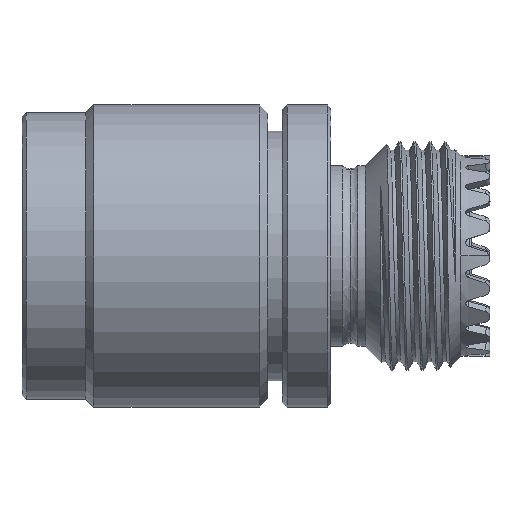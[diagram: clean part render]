
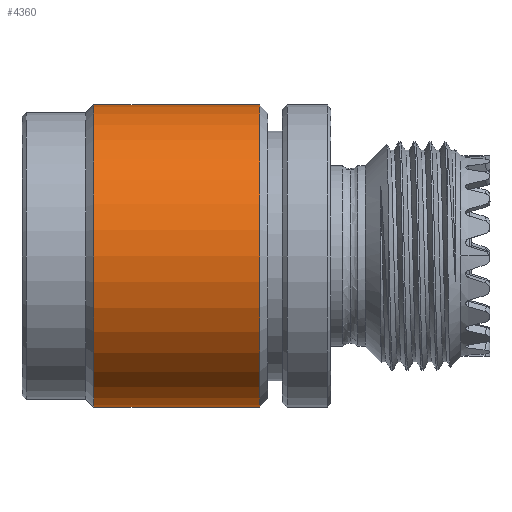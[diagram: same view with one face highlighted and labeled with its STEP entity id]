
A CAD part, front view. The second image highlights one B-rep face of the part: STEP entity #4360.
In plain terms, the highlighted cylindrical face has radius 10.5 mm (diameter 21 mm), a partial arc.
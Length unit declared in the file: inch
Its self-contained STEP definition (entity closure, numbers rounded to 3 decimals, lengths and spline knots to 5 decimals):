
#203 = VERTEX_POINT ( 'NONE', #6079 ) ;
#389 = DIRECTION ( 'NONE',  ( 1., 0., 0. ) ) ;
#687 = DIRECTION ( 'NONE',  ( 1., 0., 0. ) ) ;
#1142 = CARTESIAN_POINT ( 'NONE',  ( 0.19668, 0., 0.41339 ) ) ;
#1375 = CARTESIAN_POINT ( 'NONE',  ( 0.93976, 0., 0. ) ) ;
#2491 = ORIENTED_EDGE ( 'NONE', *, *, #8751, .T. ) ;
#2510 = CYLINDRICAL_SURFACE ( 'NONE', #6110, 0.41339 ) ;
#2886 = CARTESIAN_POINT ( 'NONE',  ( 0.93976, 0., -0.41339 ) ) ;
#3123 = ORIENTED_EDGE ( 'NONE', *, *, #5164, .F. ) ;
#3619 = LINE ( 'NONE', #2886, #12786 ) ;
#3948 = EDGE_CURVE ( 'NONE', #5377, #203, #8870, .T. ) ;
#4360 = ADVANCED_FACE ( 'NONE', ( #10529 ), #2510, .T. ) ;
#4736 = DIRECTION ( 'NONE',  ( 0., 0., -1. ) ) ;
#5164 = EDGE_CURVE ( 'NONE', #11922, #7603, #6039, .T. ) ;
#5367 = AXIS2_PLACEMENT_3D ( 'NONE', #8600, #10684, #4736 ) ;
#5377 = VERTEX_POINT ( 'NONE', #1142 ) ;
#5942 = CARTESIAN_POINT ( 'NONE',  ( 0.65009, 0., -0.41339 ) ) ;
#6039 = CIRCLE ( 'NONE', #5367, 0.41339 ) ;
#6079 = CARTESIAN_POINT ( 'NONE',  ( 0.19668, 0., -0.41339 ) ) ;
#6087 = DIRECTION ( 'NONE',  ( 1., 0., 0. ) ) ;
#6110 = AXIS2_PLACEMENT_3D ( 'NONE', #1375, #389, #7648 ) ;
#7468 = CARTESIAN_POINT ( 'NONE',  ( 0.93976, 0., 0.41339 ) ) ;
#7527 = LINE ( 'NONE', #7468, #10631 ) ;
#7589 = DIRECTION ( 'NONE',  ( 1., 0., 0. ) ) ;
#7603 = VERTEX_POINT ( 'NONE', #5942 ) ;
#7648 = DIRECTION ( 'NONE',  ( 0., 0., -1. ) ) ;
#7841 = EDGE_CURVE ( 'NONE', #5377, #11922, #7527, .T. ) ;
#8600 = CARTESIAN_POINT ( 'NONE',  ( 0.65009, 0., 0. ) ) ;
#8751 = EDGE_CURVE ( 'NONE', #203, #7603, #3619, .T. ) ;
#8870 = CIRCLE ( 'NONE', #12092, 0.41339 ) ;
#10529 = FACE_OUTER_BOUND ( 'NONE', #12394, .T. ) ;
#10631 = VECTOR ( 'NONE', #7589, 39.37008 ) ;
#10684 = DIRECTION ( 'NONE',  ( 1., 0., 0. ) ) ;
#11310 = DIRECTION ( 'NONE',  ( 0., 0., -1. ) ) ;
#11803 = ORIENTED_EDGE ( 'NONE', *, *, #3948, .T. ) ;
#11922 = VERTEX_POINT ( 'NONE', #12874 ) ;
#12055 = ORIENTED_EDGE ( 'NONE', *, *, #7841, .F. ) ;
#12092 = AXIS2_PLACEMENT_3D ( 'NONE', #12313, #6087, #11310 ) ;
#12313 = CARTESIAN_POINT ( 'NONE',  ( 0.19668, 0., 0. ) ) ;
#12394 = EDGE_LOOP ( 'NONE', ( #12055, #11803, #2491, #3123 ) ) ;
#12786 = VECTOR ( 'NONE', #687, 39.37008 ) ;
#12874 = CARTESIAN_POINT ( 'NONE',  ( 0.65009, 0., 0.41339 ) ) ;
